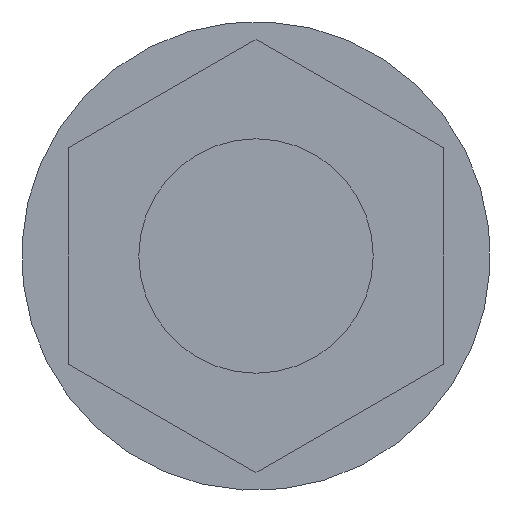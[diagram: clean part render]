
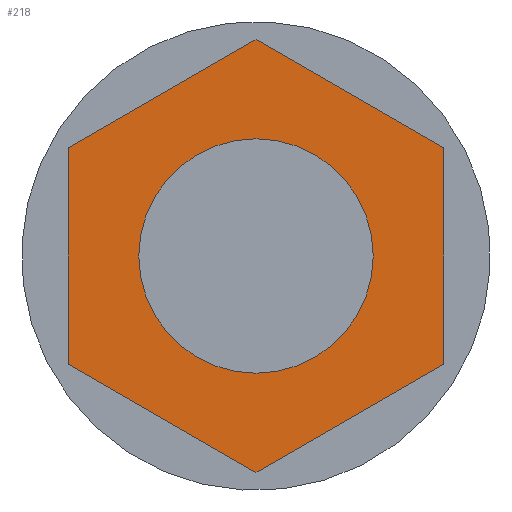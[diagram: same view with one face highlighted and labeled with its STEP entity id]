
A CAD part, front view. The second image highlights one B-rep face of the part: STEP entity #218.
In plain terms, the highlighted face is planar.
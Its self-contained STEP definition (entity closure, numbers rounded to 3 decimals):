
#5 = VERTEX_POINT ( 'NONE', #706 ) ;
#7 = CARTESIAN_POINT ( 'NONE',  ( -4.25, 0., 0. ) ) ;
#50 = DIRECTION ( 'NONE',  ( 0.866, -0.5, 0. ) ) ;
#63 = EDGE_LOOP ( 'NONE', ( #263, #283 ) ) ;
#92 = ORIENTED_EDGE ( 'NONE', *, *, #493, .T. ) ;
#94 = DIRECTION ( 'NONE',  ( 0.866, 0.5, 0. ) ) ;
#107 = VECTOR ( 'NONE', #94, 1000. ) ;
#110 = VERTEX_POINT ( 'NONE', #715 ) ;
#127 = VERTEX_POINT ( 'NONE', #972 ) ;
#132 = VECTOR ( 'NONE', #371, 1000. ) ;
#153 = LINE ( 'NONE', #937, #572 ) ;
#218 = ADVANCED_FACE ( 'NONE', ( #708, #397 ), #651, .T. ) ;
#222 = ORIENTED_EDGE ( 'NONE', *, *, #1044, .F. ) ;
#230 = DIRECTION ( 'NONE',  ( 0., 0., 1. ) ) ;
#263 = ORIENTED_EDGE ( 'NONE', *, *, #727, .F. ) ;
#283 = ORIENTED_EDGE ( 'NONE', *, *, #339, .F. ) ;
#298 = VERTEX_POINT ( 'NONE', #821 ) ;
#309 = VERTEX_POINT ( 'NONE', #7 ) ;
#312 = CARTESIAN_POINT ( 'NONE',  ( 8., 4.619, 0. ) ) ;
#313 = LINE ( 'NONE', #1040, #107 ) ;
#319 = DIRECTION ( 'NONE',  ( 0., 0., 1. ) ) ;
#339 = EDGE_CURVE ( 'NONE', #309, #778, #990, .T. ) ;
#348 = LINE ( 'NONE', #787, #132 ) ;
#363 = ORIENTED_EDGE ( 'NONE', *, *, #476, .T. ) ;
#368 = LINE ( 'NONE', #842, #1017 ) ;
#371 = DIRECTION ( 'NONE',  ( -0.866, 0.5, 0. ) ) ;
#391 = CARTESIAN_POINT ( 'NONE',  ( -16., 0., 0. ) ) ;
#394 = DIRECTION ( 'NONE',  ( 0., 0., 1. ) ) ;
#397 = FACE_OUTER_BOUND ( 'NONE', #435, .T. ) ;
#430 = AXIS2_PLACEMENT_3D ( 'NONE', #900, #394, #982 ) ;
#433 = VECTOR ( 'NONE', #669, 1000. ) ;
#435 = EDGE_LOOP ( 'NONE', ( #781, #566, #363, #450, #222, #92 ) ) ;
#442 = LINE ( 'NONE', #542, #887 ) ;
#450 = ORIENTED_EDGE ( 'NONE', *, *, #529, .T. ) ;
#476 = EDGE_CURVE ( 'NONE', #127, #110, #442, .T. ) ;
#493 = EDGE_CURVE ( 'NONE', #838, #5, #348, .T. ) ;
#529 = EDGE_CURVE ( 'NONE', #110, #298, #313, .T. ) ;
#542 = CARTESIAN_POINT ( 'NONE',  ( -8., -4.619, 0. ) ) ;
#566 = ORIENTED_EDGE ( 'NONE', *, *, #1032, .T. ) ;
#572 = VECTOR ( 'NONE', #848, 1000. ) ;
#588 = CARTESIAN_POINT ( 'NONE',  ( 0., 9.238, 0. ) ) ;
#651 = PLANE ( 'NONE',  #840 ) ;
#656 = LINE ( 'NONE', #588, #433 ) ;
#669 = DIRECTION ( 'NONE',  ( -0.866, -0.5, 0. ) ) ;
#681 = DIRECTION ( 'NONE',  ( 0., -1., 0. ) ) ;
#706 = CARTESIAN_POINT ( 'NONE',  ( 0., 9.238, 0. ) ) ;
#708 = FACE_BOUND ( 'NONE', #63, .T. ) ;
#715 = CARTESIAN_POINT ( 'NONE',  ( 0., -9.238, 0. ) ) ;
#727 = EDGE_CURVE ( 'NONE', #778, #309, #1051, .T. ) ;
#736 = CARTESIAN_POINT ( 'NONE',  ( -8., 4.619, 0. ) ) ;
#778 = VERTEX_POINT ( 'NONE', #812 ) ;
#781 = ORIENTED_EDGE ( 'NONE', *, *, #851, .T. ) ;
#787 = CARTESIAN_POINT ( 'NONE',  ( 8., 4.619, 0. ) ) ;
#801 = VERTEX_POINT ( 'NONE', #736 ) ;
#811 = DIRECTION ( 'NONE',  ( 1., 0., 0. ) ) ;
#812 = CARTESIAN_POINT ( 'NONE',  ( 4.25, 0., 0. ) ) ;
#821 = CARTESIAN_POINT ( 'NONE',  ( 8., -4.619, 0. ) ) ;
#828 = CARTESIAN_POINT ( 'NONE',  ( 0., 0., 0. ) ) ;
#838 = VERTEX_POINT ( 'NONE', #312 ) ;
#840 = AXIS2_PLACEMENT_3D ( 'NONE', #391, #230, #811 ) ;
#842 = CARTESIAN_POINT ( 'NONE',  ( -8., 4.619, 0. ) ) ;
#848 = DIRECTION ( 'NONE',  ( 0., -1., 0. ) ) ;
#851 = EDGE_CURVE ( 'NONE', #5, #801, #656, .T. ) ;
#887 = VECTOR ( 'NONE', #50, 1000. ) ;
#900 = CARTESIAN_POINT ( 'NONE',  ( 0., 0., 0. ) ) ;
#921 = DIRECTION ( 'NONE',  ( 1., 0., 0. ) ) ;
#937 = CARTESIAN_POINT ( 'NONE',  ( 8., 4.619, 0. ) ) ;
#953 = AXIS2_PLACEMENT_3D ( 'NONE', #828, #319, #921 ) ;
#972 = CARTESIAN_POINT ( 'NONE',  ( -8., -4.619, 0. ) ) ;
#982 = DIRECTION ( 'NONE',  ( 1., 0., 0. ) ) ;
#990 = CIRCLE ( 'NONE', #953, 4.25 ) ;
#1017 = VECTOR ( 'NONE', #681, 1000. ) ;
#1032 = EDGE_CURVE ( 'NONE', #801, #127, #368, .T. ) ;
#1040 = CARTESIAN_POINT ( 'NONE',  ( 0., -9.238, 0. ) ) ;
#1044 = EDGE_CURVE ( 'NONE', #838, #298, #153, .T. ) ;
#1051 = CIRCLE ( 'NONE', #430, 4.25 ) ;
